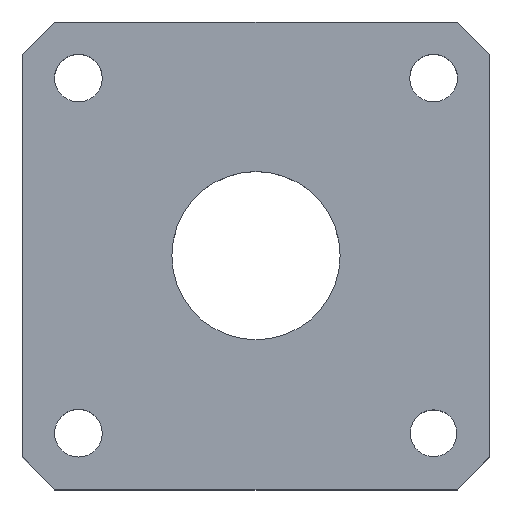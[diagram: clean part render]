
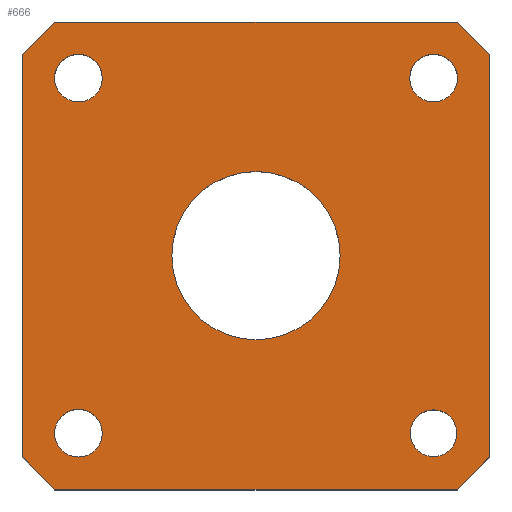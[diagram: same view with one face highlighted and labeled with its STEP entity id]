
A CAD part, top view. The second image highlights one B-rep face of the part: STEP entity #666.
In plain terms, the highlighted planar face has unit normal (0, 0, 1).
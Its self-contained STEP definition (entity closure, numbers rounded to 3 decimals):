
#30=FACE_BOUND('',#147,.T.);
#31=FACE_BOUND('',#148,.T.);
#32=FACE_BOUND('',#149,.T.);
#33=FACE_BOUND('',#150,.T.);
#34=FACE_BOUND('',#151,.T.);
#55=PLANE('',#761);
#93=FACE_OUTER_BOUND('',#146,.T.);
#146=EDGE_LOOP('',(#591,#592,#593,#594,#595,#596,#597,#598));
#147=EDGE_LOOP('',(#599));
#148=EDGE_LOOP('',(#600));
#149=EDGE_LOOP('',(#601));
#150=EDGE_LOOP('',(#602));
#151=EDGE_LOOP('',(#603));
#192=LINE('',#1116,#245);
#194=LINE('',#1120,#247);
#196=LINE('',#1124,#249);
#198=LINE('',#1128,#251);
#200=LINE('',#1132,#253);
#202=LINE('',#1136,#255);
#204=LINE('',#1140,#257);
#206=LINE('',#1143,#259);
#245=VECTOR('',#929,10.);
#247=VECTOR('',#933,10.);
#249=VECTOR('',#937,10.);
#251=VECTOR('',#941,10.);
#253=VECTOR('',#945,10.);
#255=VECTOR('',#949,10.);
#257=VECTOR('',#953,10.);
#259=VECTOR('',#957,10.);
#271=CIRCLE('',#711,2.55);
#273=CIRCLE('',#714,2.55);
#275=CIRCLE('',#717,2.55);
#283=CIRCLE('',#732,9.);
#293=CIRCLE('',#752,2.5);
#313=VERTEX_POINT('',#1018);
#315=VERTEX_POINT('',#1024);
#317=VERTEX_POINT('',#1030);
#325=VERTEX_POINT('',#1056);
#343=VERTEX_POINT('',#1109);
#344=VERTEX_POINT('',#1113);
#345=VERTEX_POINT('',#1115);
#346=VERTEX_POINT('',#1119);
#347=VERTEX_POINT('',#1123);
#348=VERTEX_POINT('',#1127);
#349=VERTEX_POINT('',#1131);
#350=VERTEX_POINT('',#1135);
#351=VERTEX_POINT('',#1139);
#380=EDGE_CURVE('',#313,#313,#271,.T.);
#383=EDGE_CURVE('',#315,#315,#273,.T.);
#386=EDGE_CURVE('',#317,#317,#275,.T.);
#396=EDGE_CURVE('',#325,#325,#283,.T.);
#422=EDGE_CURVE('',#343,#343,#293,.T.);
#424=EDGE_CURVE('',#345,#344,#192,.T.);
#426=EDGE_CURVE('',#346,#345,#194,.T.);
#428=EDGE_CURVE('',#347,#346,#196,.T.);
#430=EDGE_CURVE('',#348,#347,#198,.T.);
#432=EDGE_CURVE('',#349,#348,#200,.T.);
#434=EDGE_CURVE('',#350,#349,#202,.T.);
#436=EDGE_CURVE('',#351,#350,#204,.T.);
#438=EDGE_CURVE('',#344,#351,#206,.T.);
#591=ORIENTED_EDGE('',*,*,#438,.T.);
#592=ORIENTED_EDGE('',*,*,#436,.T.);
#593=ORIENTED_EDGE('',*,*,#434,.T.);
#594=ORIENTED_EDGE('',*,*,#432,.T.);
#595=ORIENTED_EDGE('',*,*,#430,.T.);
#596=ORIENTED_EDGE('',*,*,#428,.T.);
#597=ORIENTED_EDGE('',*,*,#426,.T.);
#598=ORIENTED_EDGE('',*,*,#424,.T.);
#599=ORIENTED_EDGE('',*,*,#380,.T.);
#600=ORIENTED_EDGE('',*,*,#383,.T.);
#601=ORIENTED_EDGE('',*,*,#386,.T.);
#602=ORIENTED_EDGE('',*,*,#396,.T.);
#603=ORIENTED_EDGE('',*,*,#422,.T.);
#666=ADVANCED_FACE('',(#93,#30,#31,#32,#33,#34),#55,.T.);
#711=AXIS2_PLACEMENT_3D('',#1020,#822,#823);
#714=AXIS2_PLACEMENT_3D('',#1026,#829,#830);
#717=AXIS2_PLACEMENT_3D('',#1032,#836,#837);
#732=AXIS2_PLACEMENT_3D('',#1057,#868,#869);
#752=AXIS2_PLACEMENT_3D('',#1111,#924,#925);
#761=AXIS2_PLACEMENT_3D('',#1144,#958,#959);
#822=DIRECTION('center_axis',(0.,0.,-1.));
#823=DIRECTION('ref_axis',(-1.,0.,0.));
#829=DIRECTION('center_axis',(0.,0.,-1.));
#830=DIRECTION('ref_axis',(-1.,0.,0.));
#836=DIRECTION('center_axis',(0.,0.,-1.));
#837=DIRECTION('ref_axis',(-1.,0.,0.));
#868=DIRECTION('center_axis',(0.,0.,-1.));
#869=DIRECTION('ref_axis',(1.,0.,0.));
#924=DIRECTION('center_axis',(0.,0.,-1.));
#925=DIRECTION('ref_axis',(-1.,0.,0.));
#929=DIRECTION('',(0.707,0.707,0.));
#933=DIRECTION('',(1.,0.,0.));
#937=DIRECTION('',(0.707,-0.707,0.));
#941=DIRECTION('',(0.,-1.,0.));
#945=DIRECTION('',(-0.707,-0.707,0.));
#949=DIRECTION('',(-1.,0.,0.));
#953=DIRECTION('',(-0.707,0.707,0.));
#957=DIRECTION('',(0.,1.,0.));
#958=DIRECTION('center_axis',(0.,0.,1.));
#959=DIRECTION('ref_axis',(1.,0.,0.));
#1018=CARTESIAN_POINT('',(5.091,6.,5.));
#1020=CARTESIAN_POINT('Origin',(2.541,6.,5.));
#1024=CARTESIAN_POINT('',(43.091,44.,5.));
#1026=CARTESIAN_POINT('Origin',(40.541,44.,5.));
#1030=CARTESIAN_POINT('',(5.091,44.,5.));
#1032=CARTESIAN_POINT('Origin',(2.541,44.,5.));
#1056=CARTESIAN_POINT('',(12.541,25.,5.));
#1057=CARTESIAN_POINT('Origin',(21.541,25.,5.));
#1109=CARTESIAN_POINT('',(38.041,6.,5.));
#1111=CARTESIAN_POINT('Origin',(40.541,6.,5.));
#1113=CARTESIAN_POINT('',(46.541,3.459,5.));
#1115=CARTESIAN_POINT('',(43.081,0.,5.));
#1116=CARTESIAN_POINT('',(43.081,0.,5.));
#1119=CARTESIAN_POINT('',(0.,0.,5.));
#1120=CARTESIAN_POINT('',(0.,0.,5.));
#1123=CARTESIAN_POINT('',(-3.459,3.459,5.));
#1124=CARTESIAN_POINT('',(-3.459,3.459,5.));
#1127=CARTESIAN_POINT('',(-3.459,46.541,5.));
#1128=CARTESIAN_POINT('',(-3.459,46.541,5.));
#1131=CARTESIAN_POINT('',(0.,50.,5.));
#1132=CARTESIAN_POINT('',(0.,50.,5.));
#1135=CARTESIAN_POINT('',(43.081,50.,5.));
#1136=CARTESIAN_POINT('',(43.081,50.,5.));
#1139=CARTESIAN_POINT('',(46.541,46.541,5.));
#1140=CARTESIAN_POINT('',(46.541,46.541,5.));
#1143=CARTESIAN_POINT('',(46.541,3.459,5.));
#1144=CARTESIAN_POINT('Origin',(21.541,25.,5.));
